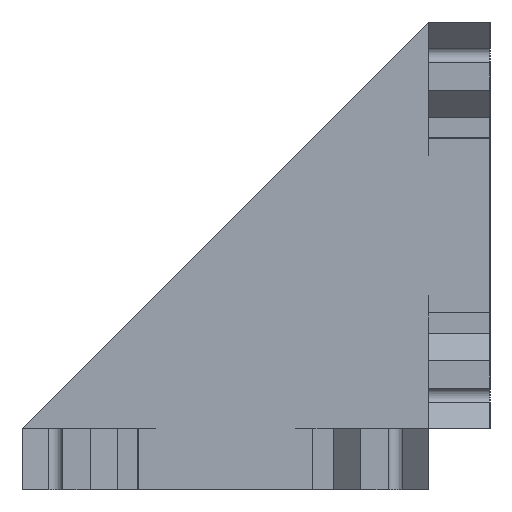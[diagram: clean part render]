
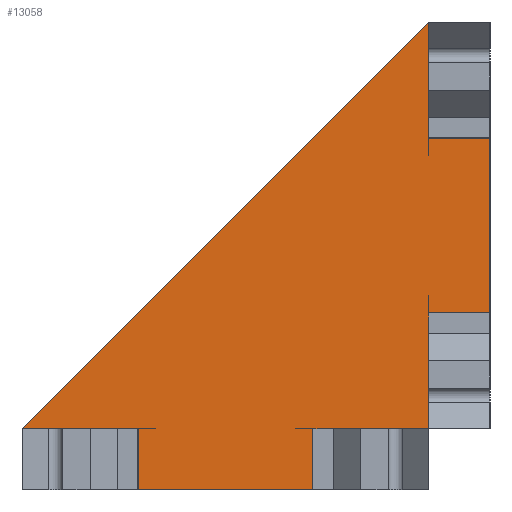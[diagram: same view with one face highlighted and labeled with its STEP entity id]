
A CAD part, left-side view. The second image highlights one B-rep face of the part: STEP entity #13058.
In plain terms, the highlighted planar face has unit normal (-1, 0, 0).
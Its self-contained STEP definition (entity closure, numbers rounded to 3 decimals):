
#472=FACE_OUTER_BOUND('',#1165,.T.);
#1165=EDGE_LOOP('',(#8606,#8607,#8608,#8609,#8610,#8611,#8612,#8613,#8614,
#8615,#8616));
#1883=LINE('',#18434,#3576);
#1933=LINE('',#18542,#3626);
#1934=LINE('',#18544,#3627);
#1935=LINE('',#18546,#3628);
#1936=LINE('',#18548,#3629);
#1937=LINE('',#18550,#3630);
#1938=LINE('',#18552,#3631);
#1939=LINE('',#18554,#3632);
#1940=LINE('',#18556,#3633);
#1941=LINE('',#18558,#3634);
#1942=LINE('',#18559,#3635);
#3576=VECTOR('',#14759,10.);
#3626=VECTOR('',#14827,10.);
#3627=VECTOR('',#14828,10.);
#3628=VECTOR('',#14829,10.);
#3629=VECTOR('',#14830,10.);
#3630=VECTOR('',#14831,10.);
#3631=VECTOR('',#14832,10.);
#3632=VECTOR('',#14833,10.);
#3633=VECTOR('',#14834,10.);
#3634=VECTOR('',#14835,10.);
#3635=VECTOR('',#14836,10.);
#5269=VERTEX_POINT('',#18431);
#5270=VERTEX_POINT('',#18433);
#5319=VERTEX_POINT('',#18541);
#5320=VERTEX_POINT('',#18543);
#5321=VERTEX_POINT('',#18545);
#5322=VERTEX_POINT('',#18547);
#5323=VERTEX_POINT('',#18549);
#5324=VERTEX_POINT('',#18551);
#5325=VERTEX_POINT('',#18553);
#5326=VERTEX_POINT('',#18555);
#5327=VERTEX_POINT('',#18557);
#6575=EDGE_CURVE('',#5270,#5269,#1883,.T.);
#6625=EDGE_CURVE('',#5319,#5269,#1933,.T.);
#6626=EDGE_CURVE('',#5319,#5320,#1934,.T.);
#6627=EDGE_CURVE('',#5321,#5320,#1935,.T.);
#6628=EDGE_CURVE('',#5321,#5322,#1936,.T.);
#6629=EDGE_CURVE('',#5323,#5322,#1937,.T.);
#6630=EDGE_CURVE('',#5323,#5324,#1938,.T.);
#6631=EDGE_CURVE('',#5324,#5325,#1939,.T.);
#6632=EDGE_CURVE('',#5326,#5325,#1940,.T.);
#6633=EDGE_CURVE('',#5327,#5326,#1941,.T.);
#6634=EDGE_CURVE('',#5327,#5270,#1942,.T.);
#8606=ORIENTED_EDGE('',*,*,#6575,.T.);
#8607=ORIENTED_EDGE('',*,*,#6625,.F.);
#8608=ORIENTED_EDGE('',*,*,#6626,.T.);
#8609=ORIENTED_EDGE('',*,*,#6627,.F.);
#8610=ORIENTED_EDGE('',*,*,#6628,.T.);
#8611=ORIENTED_EDGE('',*,*,#6629,.F.);
#8612=ORIENTED_EDGE('',*,*,#6630,.T.);
#8613=ORIENTED_EDGE('',*,*,#6631,.T.);
#8614=ORIENTED_EDGE('',*,*,#6632,.F.);
#8615=ORIENTED_EDGE('',*,*,#6633,.F.);
#8616=ORIENTED_EDGE('',*,*,#6634,.T.);
#12509=PLANE('',#13765);
#13058=ADVANCED_FACE('',(#472),#12509,.T.);
#13765=AXIS2_PLACEMENT_3D('',#18540,#14825,#14826);
#14759=DIRECTION('',(0.,0.707,-0.707));
#14825=DIRECTION('center_axis',(-1.,0.,0.));
#14826=DIRECTION('ref_axis',(0.,1.,0.));
#14827=DIRECTION('',(0.,1.,0.));
#14828=DIRECTION('',(0.,0.,-1.));
#14829=DIRECTION('',(0.,1.,0.));
#14830=DIRECTION('',(0.,0.,1.));
#14831=DIRECTION('',(0.,1.,0.));
#14832=DIRECTION('',(0.,0.,1.));
#14833=DIRECTION('',(0.,-1.,0.));
#14834=DIRECTION('',(0.,0.,-1.));
#14835=DIRECTION('',(0.,-1.,0.));
#14836=DIRECTION('',(0.,0.,1.));
#18431=CARTESIAN_POINT('',(-100.,25.,0.));
#18433=CARTESIAN_POINT('',(-100.,5.,20.));
#18434=CARTESIAN_POINT('',(-100.,20.,5.));
#18540=CARTESIAN_POINT('Origin',(-100.,5.,0.));
#18541=CARTESIAN_POINT('',(-100.,19.3,0.));
#18542=CARTESIAN_POINT('',(-100.,5.,0.));
#18543=CARTESIAN_POINT('',(-100.,19.3,-3.));
#18544=CARTESIAN_POINT('',(-100.,19.3,-3.));
#18545=CARTESIAN_POINT('',(-100.,10.7,-3.));
#18546=CARTESIAN_POINT('',(-100.,5.,-3.));
#18547=CARTESIAN_POINT('',(-100.,10.7,0.));
#18548=CARTESIAN_POINT('',(-100.,10.7,-3.));
#18549=CARTESIAN_POINT('',(-100.,5.,0.));
#18550=CARTESIAN_POINT('',(-100.,5.,0.));
#18551=CARTESIAN_POINT('',(-100.,5.,5.7));
#18552=CARTESIAN_POINT('',(-100.,5.,0.));
#18553=CARTESIAN_POINT('',(-100.,2.,5.7));
#18554=CARTESIAN_POINT('',(-100.,5.,5.7));
#18555=CARTESIAN_POINT('',(-100.,2.,14.3));
#18556=CARTESIAN_POINT('',(-100.,2.,20.));
#18557=CARTESIAN_POINT('',(-100.,5.,14.3));
#18558=CARTESIAN_POINT('',(-100.,5.,14.3));
#18559=CARTESIAN_POINT('',(-100.,5.,0.));
